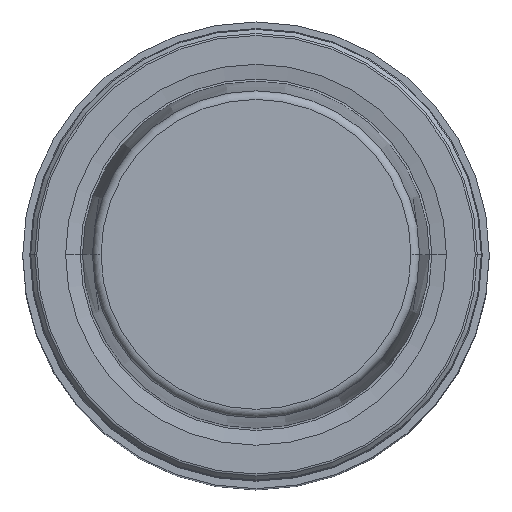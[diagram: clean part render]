
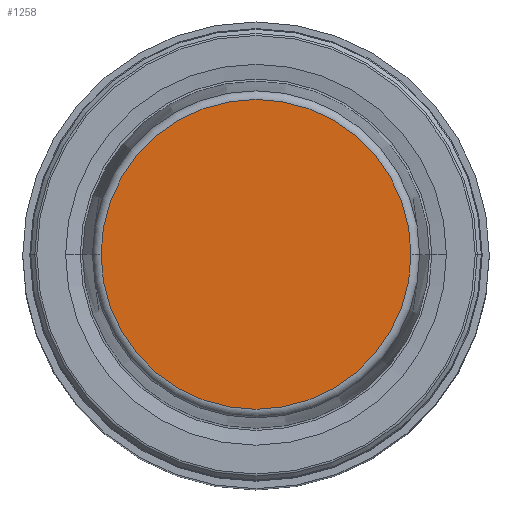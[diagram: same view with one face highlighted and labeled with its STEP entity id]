
A CAD part, top view. The second image highlights one B-rep face of the part: STEP entity #1258.
In plain terms, the highlighted planar face has unit normal (0, 0, 1).
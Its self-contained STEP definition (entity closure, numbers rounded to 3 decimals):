
#48 = AXIS2_PLACEMENT_3D ( 'NONE', #1172, #551, #1281 ) ;
#186 = DIRECTION ( 'NONE',  ( 0., 0., 1. ) ) ;
#196 = CARTESIAN_POINT ( 'NONE',  ( 21.581, 0., 31.9 ) ) ;
#270 = CIRCLE ( 'NONE', #440, 21.581 ) ;
#295 = CARTESIAN_POINT ( 'NONE',  ( 0., 0., 31.9 ) ) ;
#368 = EDGE_LOOP ( 'NONE', ( #868, #839 ) ) ;
#395 = DIRECTION ( 'NONE',  ( 0., 0., -1. ) ) ;
#440 = AXIS2_PLACEMENT_3D ( 'NONE', #804, #186, #904 ) ;
#512 = FACE_OUTER_BOUND ( 'NONE', #368, .T. ) ;
#551 = DIRECTION ( 'NONE',  ( 0., 0., 1. ) ) ;
#752 = VERTEX_POINT ( 'NONE', #196 ) ;
#804 = CARTESIAN_POINT ( 'NONE',  ( 0., 0., 31.9 ) ) ;
#839 = ORIENTED_EDGE ( 'NONE', *, *, #1188, .T. ) ;
#857 = VERTEX_POINT ( 'NONE', #1048 ) ;
#868 = ORIENTED_EDGE ( 'NONE', *, *, #982, .T. ) ;
#904 = DIRECTION ( 'NONE',  ( 1., 0., 0. ) ) ;
#913 = PLANE ( 'NONE',  #1294 ) ;
#979 = CIRCLE ( 'NONE', #48, 21.581 ) ;
#982 = EDGE_CURVE ( 'NONE', #752, #857, #979, .T. ) ;
#1048 = CARTESIAN_POINT ( 'NONE',  ( -21.581, 0., 31.9 ) ) ;
#1126 = DIRECTION ( 'NONE',  ( -1., 0., 0. ) ) ;
#1172 = CARTESIAN_POINT ( 'NONE',  ( 0., 0., 31.9 ) ) ;
#1188 = EDGE_CURVE ( 'NONE', #857, #752, #270, .T. ) ;
#1258 = ADVANCED_FACE ( 'NONE', ( #512 ), #913, .F. ) ;
#1281 = DIRECTION ( 'NONE',  ( 1., 0., 0. ) ) ;
#1294 = AXIS2_PLACEMENT_3D ( 'NONE', #295, #395, #1126 ) ;
